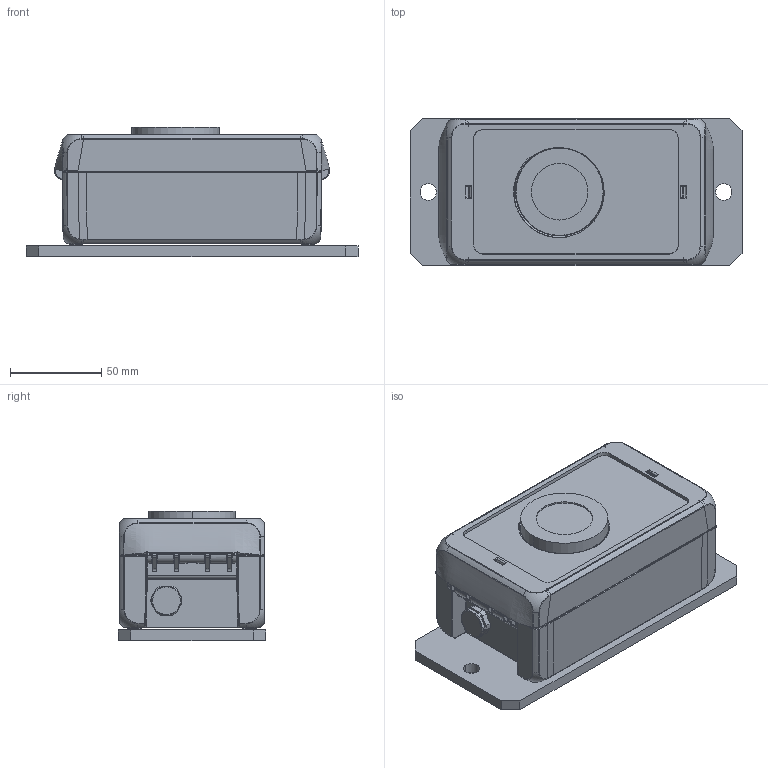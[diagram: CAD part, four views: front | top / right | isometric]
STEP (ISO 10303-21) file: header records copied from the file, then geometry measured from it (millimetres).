
FILE_DESCRIPTION((''),'2;1');
FILE_NAME('CAD-7059_NEU_ORIG_SW0001','2020-09-02T11:57:19',('creinig-se'),(''),'CREO PARAMETRIC BY PTC INC, 2019292','CREO PARAMETRIC BY PTC INC, 2019292','');
FILE_SCHEMA(('CONFIG_CONTROL_DESIGN','SHAPE_APPEARANCE_LAYERS_GROUPS'));
Products named in the file (1): CAD-7059_NEU_ORIG_SW0001
Bounding box: 182 x 81 x 71 mm (x, y, z)
Volume: 686381.9 mm3; surface area: 161920.7 mm2
Topology: 1 solids, 12 shells, 2575 faces, 7953 edges, 5348 vertices
Faces by surface type: cylinder 857, plane 787, bspline 677, cone 107, sphere 57, torus 52, extrusion 26, revolution 12
Entity records: 158916 total; most frequent: CARTESIAN_POINT 77894, ORIENTED_EDGE 15794, DIRECTION 9452, EDGE_CURVE 7897, VERTEX_POINT 5340, B_SPLINE_CURVE_WITH_KNOTS 3726, AXIS2_PLACEMENT_3D 3340, VECTOR 2760
